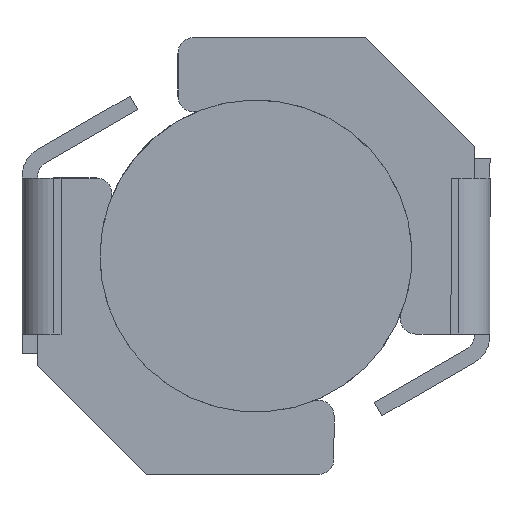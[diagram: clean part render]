
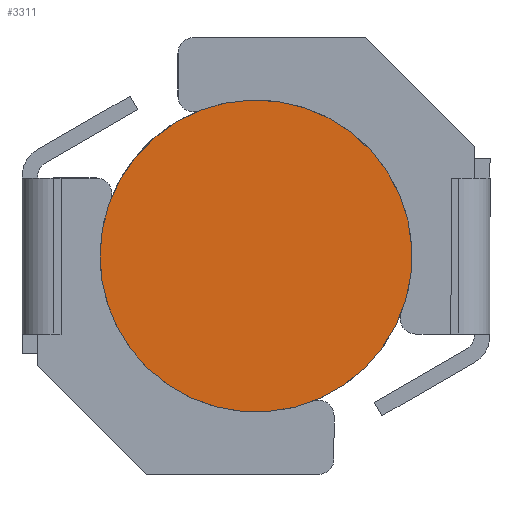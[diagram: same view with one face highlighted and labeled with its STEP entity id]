
A CAD part, front view. The second image highlights one B-rep face of the part: STEP entity #3311.
In plain terms, the highlighted planar face has unit normal (0, -1, 0).
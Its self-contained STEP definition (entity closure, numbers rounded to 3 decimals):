
#54=CIRCLE('',#3488,1.);
#167=PLANE('',#3489);
#326=FACE_OUTER_BOUND('',#511,.T.);
#511=EDGE_LOOP('',(#2742));
#1516=VERTEX_POINT('',#5663);
#1937=EDGE_CURVE('',#1516,#1516,#54,.T.);
#2742=ORIENTED_EDGE('',*,*,#1937,.T.);
#3311=ADVANCED_FACE('',(#326),#167,.F.);
#3488=AXIS2_PLACEMENT_3D('',#5664,#3944,#3945);
#3489=AXIS2_PLACEMENT_3D('',#5665,#3946,#3947);
#3944=DIRECTION('center_axis',(0.,-1.,0.));
#3945=DIRECTION('ref_axis',(1.,0.,0.));
#3946=DIRECTION('center_axis',(0.,1.,0.));
#3947=DIRECTION('ref_axis',(0.,0.,1.));
#5663=CARTESIAN_POINT('',(-1.,0.,0.));
#5664=CARTESIAN_POINT('Origin',(0.,0.,0.));
#5665=CARTESIAN_POINT('Origin',(0.,0.,0.));
